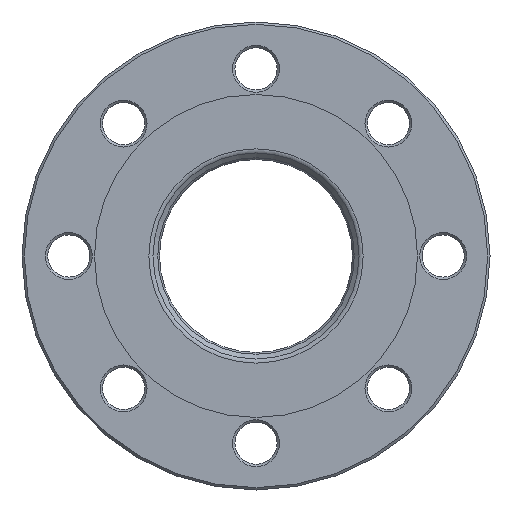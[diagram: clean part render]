
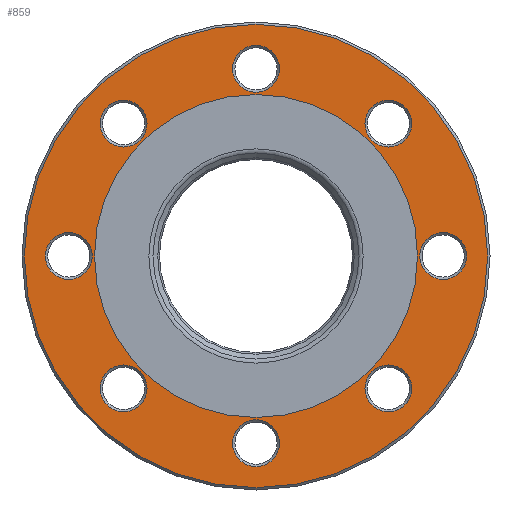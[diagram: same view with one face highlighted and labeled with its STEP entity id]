
A CAD part, left-side view. The second image highlights one B-rep face of the part: STEP entity #859.
In plain terms, the highlighted planar face has unit normal (-1, 0, 0).
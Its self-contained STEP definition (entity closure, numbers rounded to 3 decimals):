
#147=CARTESIAN_POINT('',(-100.,0.,-69.));
#148=VERTEX_POINT('',#147);
#149=CARTESIAN_POINT('',(-100.,0.,0.));
#150=DIRECTION('',(-1.,0.,0.));
#151=DIRECTION('',(0.,0.,-1.));
#152=AXIS2_PLACEMENT_3D('',#149,#150,#151);
#153=CIRCLE('',#152,69.);
#154=EDGE_CURVE('',#148,#148,#153,.T.);
#680=CARTESIAN_POINT('',(-100.,0.,-0.));
#681=DIRECTION('',(1.,0.,0.));
#682=DIRECTION('',(0.,0.,-1.));
#683=AXIS2_PLACEMENT_3D('',#680,#681,#682);
#684=PLANE('',#683);
#685=CARTESIAN_POINT('',(-100.,-0.,-99.));
#686=VERTEX_POINT('',#685);
#687=CARTESIAN_POINT('',(-100.,0.,0.));
#688=DIRECTION('',(-1.,-0.,-0.));
#689=DIRECTION('',(0.,0.,-1.));
#690=AXIS2_PLACEMENT_3D('',#687,#688,#689);
#691=CIRCLE('',#690,99.);
#692=EDGE_CURVE('',#686,#686,#691,.T.);
#693=ORIENTED_EDGE('',*,*,#692,.T.);
#694=EDGE_LOOP('',(#693));
#695=FACE_BOUND('',#694,.T.);
#696=CARTESIAN_POINT('',(-100.,-56.569,46.569));
#697=VERTEX_POINT('',#696);
#698=CARTESIAN_POINT('',(-100.,-56.569,66.569));
#699=VERTEX_POINT('',#698);
#700=CARTESIAN_POINT('',(-100.,-56.569,56.569));
#701=DIRECTION('',(1.,0.,0.));
#702=DIRECTION('',(0.,0.,-1.));
#703=AXIS2_PLACEMENT_3D('',#700,#701,#702);
#704=CIRCLE('',#703,10.);
#705=EDGE_CURVE('',#697,#699,#704,.T.);
#706=ORIENTED_EDGE('',*,*,#705,.T.);
#707=CARTESIAN_POINT('',(-100.,-56.569,56.569));
#708=DIRECTION('',(1.,0.,0.));
#709=DIRECTION('',(0.,0.,-1.));
#710=AXIS2_PLACEMENT_3D('',#707,#708,#709);
#711=CIRCLE('',#710,10.);
#712=EDGE_CURVE('',#699,#697,#711,.T.);
#713=ORIENTED_EDGE('',*,*,#712,.T.);
#714=EDGE_LOOP('',(#706,#713));
#715=FACE_BOUND('',#714,.T.);
#716=CARTESIAN_POINT('',(-100.,56.569,-66.569));
#717=VERTEX_POINT('',#716);
#718=CARTESIAN_POINT('',(-100.,56.569,-46.569));
#719=VERTEX_POINT('',#718);
#720=CARTESIAN_POINT('',(-100.,56.569,-56.569));
#721=DIRECTION('',(1.,0.,0.));
#722=DIRECTION('',(0.,0.,-1.));
#723=AXIS2_PLACEMENT_3D('',#720,#721,#722);
#724=CIRCLE('',#723,10.);
#725=EDGE_CURVE('',#717,#719,#724,.T.);
#726=ORIENTED_EDGE('',*,*,#725,.T.);
#727=CARTESIAN_POINT('',(-100.,56.569,-56.569));
#728=DIRECTION('',(1.,0.,0.));
#729=DIRECTION('',(0.,0.,-1.));
#730=AXIS2_PLACEMENT_3D('',#727,#728,#729);
#731=CIRCLE('',#730,10.);
#732=EDGE_CURVE('',#719,#717,#731,.T.);
#733=ORIENTED_EDGE('',*,*,#732,.T.);
#734=EDGE_LOOP('',(#726,#733));
#735=FACE_BOUND('',#734,.T.);
#736=CARTESIAN_POINT('',(-100.,-0.,-90.));
#737=VERTEX_POINT('',#736);
#738=CARTESIAN_POINT('',(-100.,-0.,-70.));
#739=VERTEX_POINT('',#738);
#740=CARTESIAN_POINT('',(-100.,-0.,-80.));
#741=DIRECTION('',(1.,0.,0.));
#742=DIRECTION('',(0.,0.,-1.));
#743=AXIS2_PLACEMENT_3D('',#740,#741,#742);
#744=CIRCLE('',#743,10.);
#745=EDGE_CURVE('',#737,#739,#744,.T.);
#746=ORIENTED_EDGE('',*,*,#745,.T.);
#747=CARTESIAN_POINT('',(-100.,-0.,-80.));
#748=DIRECTION('',(1.,0.,0.));
#749=DIRECTION('',(0.,0.,-1.));
#750=AXIS2_PLACEMENT_3D('',#747,#748,#749);
#751=CIRCLE('',#750,10.);
#752=EDGE_CURVE('',#739,#737,#751,.T.);
#753=ORIENTED_EDGE('',*,*,#752,.T.);
#754=EDGE_LOOP('',(#746,#753));
#755=FACE_BOUND('',#754,.T.);
#756=CARTESIAN_POINT('',(-100.,-56.569,-66.569));
#757=VERTEX_POINT('',#756);
#758=CARTESIAN_POINT('',(-100.,-56.569,-46.569));
#759=VERTEX_POINT('',#758);
#760=CARTESIAN_POINT('',(-100.,-56.569,-56.569));
#761=DIRECTION('',(1.,0.,0.));
#762=DIRECTION('',(0.,0.,-1.));
#763=AXIS2_PLACEMENT_3D('',#760,#761,#762);
#764=CIRCLE('',#763,10.);
#765=EDGE_CURVE('',#757,#759,#764,.T.);
#766=ORIENTED_EDGE('',*,*,#765,.T.);
#767=CARTESIAN_POINT('',(-100.,-56.569,-56.569));
#768=DIRECTION('',(1.,0.,0.));
#769=DIRECTION('',(0.,0.,-1.));
#770=AXIS2_PLACEMENT_3D('',#767,#768,#769);
#771=CIRCLE('',#770,10.);
#772=EDGE_CURVE('',#759,#757,#771,.T.);
#773=ORIENTED_EDGE('',*,*,#772,.T.);
#774=EDGE_LOOP('',(#766,#773));
#775=FACE_BOUND('',#774,.T.);
#776=CARTESIAN_POINT('',(-100.,-80.,-10.));
#777=VERTEX_POINT('',#776);
#778=CARTESIAN_POINT('',(-100.,-80.,10.));
#779=VERTEX_POINT('',#778);
#780=CARTESIAN_POINT('',(-100.,-80.,0.));
#781=DIRECTION('',(1.,0.,0.));
#782=DIRECTION('',(0.,0.,-1.));
#783=AXIS2_PLACEMENT_3D('',#780,#781,#782);
#784=CIRCLE('',#783,10.);
#785=EDGE_CURVE('',#777,#779,#784,.T.);
#786=ORIENTED_EDGE('',*,*,#785,.T.);
#787=CARTESIAN_POINT('',(-100.,-80.,0.));
#788=DIRECTION('',(1.,0.,0.));
#789=DIRECTION('',(0.,0.,-1.));
#790=AXIS2_PLACEMENT_3D('',#787,#788,#789);
#791=CIRCLE('',#790,10.);
#792=EDGE_CURVE('',#779,#777,#791,.T.);
#793=ORIENTED_EDGE('',*,*,#792,.T.);
#794=EDGE_LOOP('',(#786,#793));
#795=FACE_BOUND('',#794,.T.);
#796=CARTESIAN_POINT('',(-100.,80.,-10.));
#797=VERTEX_POINT('',#796);
#798=CARTESIAN_POINT('',(-100.,80.,10.));
#799=VERTEX_POINT('',#798);
#800=CARTESIAN_POINT('',(-100.,80.,0.));
#801=DIRECTION('',(1.,0.,0.));
#802=DIRECTION('',(0.,0.,-1.));
#803=AXIS2_PLACEMENT_3D('',#800,#801,#802);
#804=CIRCLE('',#803,10.);
#805=EDGE_CURVE('',#797,#799,#804,.T.);
#806=ORIENTED_EDGE('',*,*,#805,.T.);
#807=CARTESIAN_POINT('',(-100.,80.,0.));
#808=DIRECTION('',(1.,0.,0.));
#809=DIRECTION('',(0.,0.,-1.));
#810=AXIS2_PLACEMENT_3D('',#807,#808,#809);
#811=CIRCLE('',#810,10.);
#812=EDGE_CURVE('',#799,#797,#811,.T.);
#813=ORIENTED_EDGE('',*,*,#812,.T.);
#814=EDGE_LOOP('',(#806,#813));
#815=FACE_BOUND('',#814,.T.);
#816=CARTESIAN_POINT('',(-100.,56.569,46.569));
#817=VERTEX_POINT('',#816);
#818=CARTESIAN_POINT('',(-100.,56.569,66.569));
#819=VERTEX_POINT('',#818);
#820=CARTESIAN_POINT('',(-100.,56.569,56.569));
#821=DIRECTION('',(1.,0.,0.));
#822=DIRECTION('',(0.,0.,-1.));
#823=AXIS2_PLACEMENT_3D('',#820,#821,#822);
#824=CIRCLE('',#823,10.);
#825=EDGE_CURVE('',#817,#819,#824,.T.);
#826=ORIENTED_EDGE('',*,*,#825,.T.);
#827=CARTESIAN_POINT('',(-100.,56.569,56.569));
#828=DIRECTION('',(1.,0.,0.));
#829=DIRECTION('',(0.,0.,-1.));
#830=AXIS2_PLACEMENT_3D('',#827,#828,#829);
#831=CIRCLE('',#830,10.);
#832=EDGE_CURVE('',#819,#817,#831,.T.);
#833=ORIENTED_EDGE('',*,*,#832,.T.);
#834=EDGE_LOOP('',(#826,#833));
#835=FACE_BOUND('',#834,.T.);
#836=CARTESIAN_POINT('',(-100.,-0.,70.));
#837=VERTEX_POINT('',#836);
#838=CARTESIAN_POINT('',(-100.,-0.,90.));
#839=VERTEX_POINT('',#838);
#840=CARTESIAN_POINT('',(-100.,-0.,80.));
#841=DIRECTION('',(1.,0.,0.));
#842=DIRECTION('',(0.,0.,-1.));
#843=AXIS2_PLACEMENT_3D('',#840,#841,#842);
#844=CIRCLE('',#843,10.);
#845=EDGE_CURVE('',#837,#839,#844,.T.);
#846=ORIENTED_EDGE('',*,*,#845,.T.);
#847=CARTESIAN_POINT('',(-100.,-0.,80.));
#848=DIRECTION('',(1.,0.,0.));
#849=DIRECTION('',(0.,0.,-1.));
#850=AXIS2_PLACEMENT_3D('',#847,#848,#849);
#851=CIRCLE('',#850,10.);
#852=EDGE_CURVE('',#839,#837,#851,.T.);
#853=ORIENTED_EDGE('',*,*,#852,.T.);
#854=EDGE_LOOP('',(#846,#853));
#855=FACE_BOUND('',#854,.T.);
#856=ORIENTED_EDGE('',*,*,#154,.F.);
#857=EDGE_LOOP('',(#856));
#858=FACE_BOUND('',#857,.T.);
#859=ADVANCED_FACE('',(#695,#715,#735,#755,#775,#795,#815,#835,#855,#858),#684,.F.);
